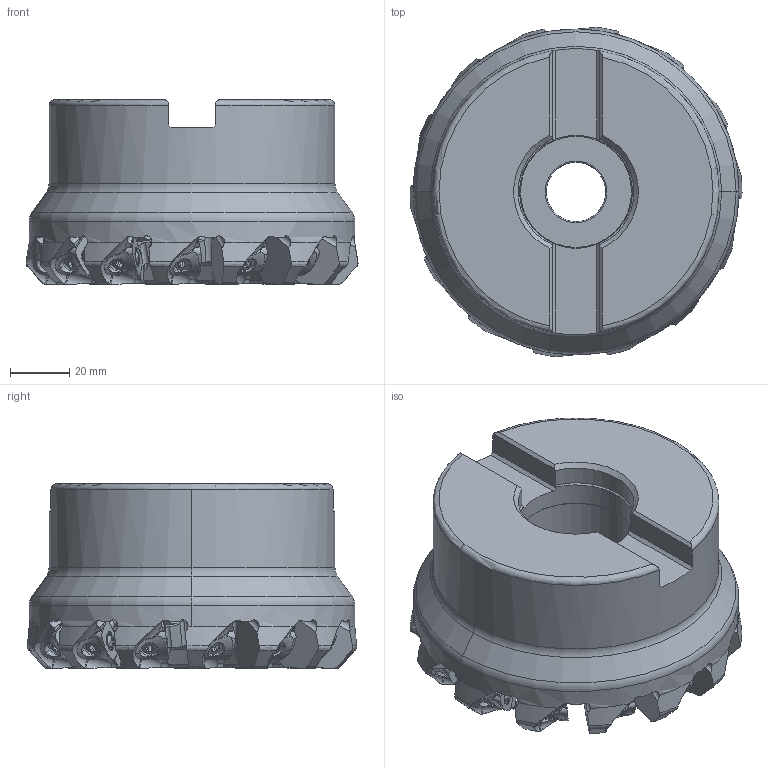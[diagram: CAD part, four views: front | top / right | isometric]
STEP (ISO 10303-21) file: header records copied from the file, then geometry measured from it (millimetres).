
FILE_DESCRIPTION(/* description */ (''),/* implementation_level */ '2;1');
FILE_NAME(/* name */ 'AHX640WR0414E.stp',/* time_stamp */ '2018-01-09T17:38:11+09:00',/* author */ (''),/* organization */ (''),/* preprocessor_version */ 'ST-DEVELOPER v16',/* originating_system */ 'SIEMENS PLM Software NX 10.0',/* authorisation */ '');
FILE_SCHEMA (('AUTOMOTIVE_DESIGN { 1 0 10303 214 3 1 1 1 }'));
Length unit declared in the file: millimetre
Products named in the file (1): AHX640WR0414E_ASM
Bounding box: 112.06 x 111.2 x 62.33 mm (x, y, z)
Volume: 366676.6 mm3; surface area: 73532 mm2
Topology: 29 solids, 29 shells, 2215 faces, 6061 edges, 3835 vertices
Faces by surface type: cylinder 840, plane 551, cone 402, torus 310, sphere 112
Entity records: 84503 total; most frequent: CARTESIAN_POINT 29346, ORIENTED_EDGE 11898, DIRECTION 11240, EDGE_CURVE 5949, AXIS2_PLACEMENT_3D 4665, VERTEX_POINT 3835, EDGE_LOOP 2288, ADVANCED_FACE 2215
